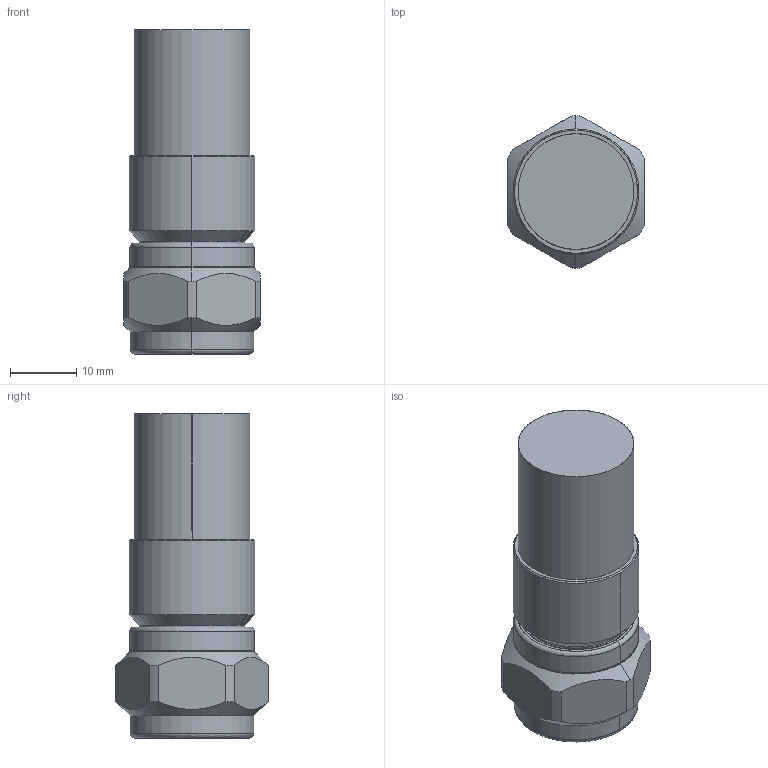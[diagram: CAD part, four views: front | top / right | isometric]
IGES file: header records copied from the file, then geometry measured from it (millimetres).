
Start section: SolidWorks IGES file using analytic representation for surfaces
Global section: file name: R161.079.200C.IGS; native system: SolidWorks 2014; preprocessor: SolidWorks 2014; author: RAYMOND_G; date: 150130.142002; units: millimetre
Bounding box: 20.62 x 23 x 49.04 mm (x, y, z)
Surface area: 4779.7 mm2 (no closed solid volume)
Topology: 0 solids, 0 shells, 94 faces, 1014 edges, 1014 vertices
Faces by surface type: revolution 63, bspline 31
